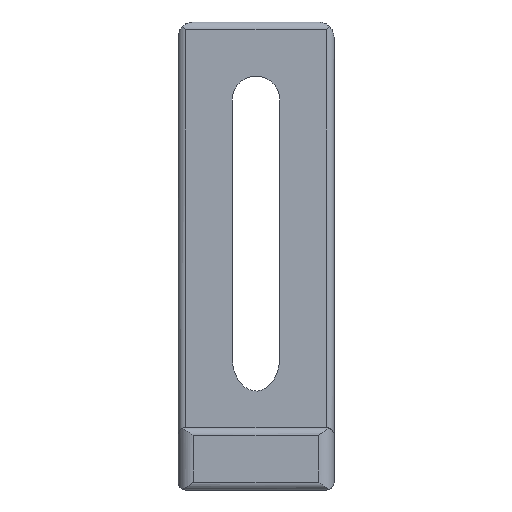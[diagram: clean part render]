
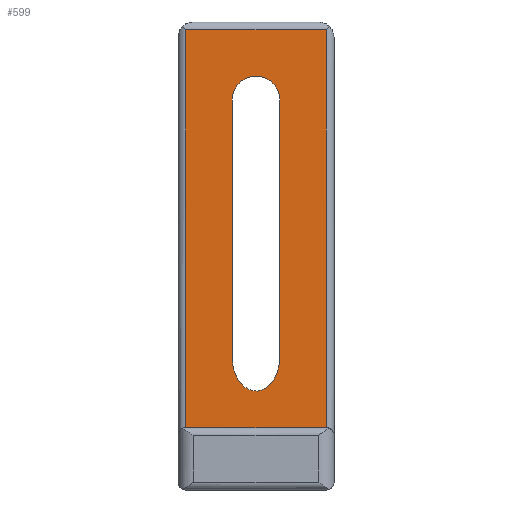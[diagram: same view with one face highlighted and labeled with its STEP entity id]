
A CAD part, front view. The second image highlights one B-rep face of the part: STEP entity #599.
In plain terms, the highlighted planar face has unit normal (0, -1, 0).
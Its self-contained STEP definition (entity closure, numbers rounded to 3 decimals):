
#56=FACE_BOUND('',#116,.T.);
#60=CIRCLE('',#636,3.05);
#64=ELLIPSE('',#635,4.313,3.05);
#82=FACE_OUTER_BOUND('',#115,.T.);
#115=EDGE_LOOP('',(#415,#416,#417,#418));
#116=EDGE_LOOP('',(#419,#420,#421,#422));
#162=LINE('',#874,#213);
#163=LINE('',#876,#214);
#164=LINE('',#878,#215);
#165=LINE('',#879,#216);
#166=LINE('',#884,#217);
#167=LINE('',#887,#218);
#213=VECTOR('',#705,51.);
#214=VECTOR('',#706,18.);
#215=VECTOR('',#707,51.);
#216=VECTOR('',#708,18.);
#217=VECTOR('',#711,33.);
#218=VECTOR('',#714,33.);
#264=VERTEX_POINT('',#872);
#265=VERTEX_POINT('',#873);
#266=VERTEX_POINT('',#875);
#267=VERTEX_POINT('',#877);
#268=VERTEX_POINT('',#880);
#269=VERTEX_POINT('',#881);
#270=VERTEX_POINT('',#883);
#271=VERTEX_POINT('',#885);
#324=EDGE_CURVE('',#264,#265,#162,.T.);
#325=EDGE_CURVE('',#265,#266,#163,.T.);
#326=EDGE_CURVE('',#266,#267,#164,.T.);
#327=EDGE_CURVE('',#267,#264,#165,.T.);
#328=EDGE_CURVE('',#268,#269,#64,.T.);
#329=EDGE_CURVE('',#269,#270,#166,.T.);
#330=EDGE_CURVE('',#270,#271,#60,.T.);
#331=EDGE_CURVE('',#271,#268,#167,.T.);
#415=ORIENTED_EDGE('',*,*,#324,.T.);
#416=ORIENTED_EDGE('',*,*,#325,.T.);
#417=ORIENTED_EDGE('',*,*,#326,.T.);
#418=ORIENTED_EDGE('',*,*,#327,.T.);
#419=ORIENTED_EDGE('',*,*,#328,.T.);
#420=ORIENTED_EDGE('',*,*,#329,.T.);
#421=ORIENTED_EDGE('',*,*,#330,.T.);
#422=ORIENTED_EDGE('',*,*,#331,.T.);
#587=PLANE('',#634);
#599=ADVANCED_FACE('',(#82,#56),#587,.T.);
#634=AXIS2_PLACEMENT_3D('',#871,#703,#704);
#635=AXIS2_PLACEMENT_3D('',#882,#709,#710);
#636=AXIS2_PLACEMENT_3D('',#886,#712,#713);
#703=DIRECTION('center_axis',(0.,-1.,0.));
#704=DIRECTION('ref_axis',(0.,0.,-1.));
#705=DIRECTION('',(0.,0.,1.));
#706=DIRECTION('',(-1.,0.,0.));
#707=DIRECTION('',(0.,0.,-1.));
#708=DIRECTION('',(1.,0.,0.));
#709=DIRECTION('center_axis',(0.,1.,0.));
#710=DIRECTION('ref_axis',(0.,0.,1.));
#711=DIRECTION('',(0.,0.,1.));
#712=DIRECTION('center_axis',(0.,1.,0.));
#713=DIRECTION('ref_axis',(0.,0.,1.));
#714=DIRECTION('',(0.,0.,-1.));
#871=CARTESIAN_POINT('Origin',(0.,-8.,34.));
#872=CARTESIAN_POINT('',(9.,-8.,8.));
#873=CARTESIAN_POINT('',(9.,-8.,59.));
#874=CARTESIAN_POINT('',(9.,-8.,8.));
#875=CARTESIAN_POINT('',(-9.,-8.,59.));
#876=CARTESIAN_POINT('',(9.,-8.,59.));
#877=CARTESIAN_POINT('',(-9.,-8.,8.));
#878=CARTESIAN_POINT('',(-9.,-8.,59.));
#879=CARTESIAN_POINT('',(-9.,-8.,8.));
#880=CARTESIAN_POINT('',(3.05,-8.,17.));
#881=CARTESIAN_POINT('',(-3.05,-8.,17.));
#882=CARTESIAN_POINT('Origin',(0.,-8.,17.));
#883=CARTESIAN_POINT('',(-3.05,-8.,50.));
#884=CARTESIAN_POINT('',(-3.05,-8.,17.));
#885=CARTESIAN_POINT('',(3.05,-8.,50.));
#886=CARTESIAN_POINT('Origin',(0.,-8.,50.));
#887=CARTESIAN_POINT('',(3.05,-8.,50.));
